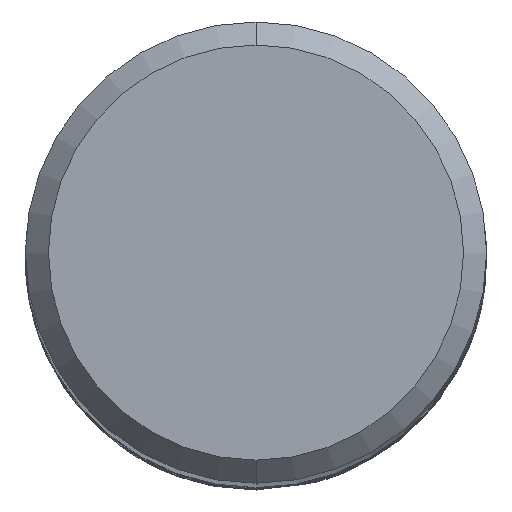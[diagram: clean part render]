
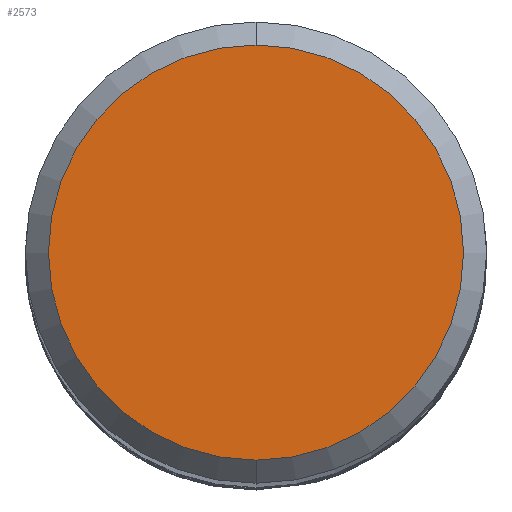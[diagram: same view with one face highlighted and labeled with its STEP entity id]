
A CAD part, top view. The second image highlights one B-rep face of the part: STEP entity #2573.
In plain terms, the highlighted planar face has unit normal (0, 0, 1).
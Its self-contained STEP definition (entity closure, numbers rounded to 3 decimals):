
#1639=VERTEX_POINT('',#3708);
#1913=EDGE_CURVE('',#2929,#1639,#4006,.T.);
#2573=ADVANCED_FACE('',(#4728),#4729,.T.);
#2641=EDGE_CURVE('',#1639,#2929,#4806,.T.);
#2929=VERTEX_POINT('',#5122);
#3708=CARTESIAN_POINT('',(0.,-3.6,0.0));
#4006=CIRCLE('',#14391,3.6);
#4728=FACE_OUTER_BOUND('',#23505,.T.);
#4729=PLANE('',#23506);
#4806=CIRCLE('',#24791,3.6);
#5122=CARTESIAN_POINT('',(0.0,3.6,0.0));
#14391=AXIS2_PLACEMENT_3D('',#30257,#30258,#30259);
#23505=EDGE_LOOP('',(#30899,#30900));
#23506=AXIS2_PLACEMENT_3D('',#30901,#30902,#30903);
#24791=AXIS2_PLACEMENT_3D('',#31010,#31011,#31012);
#30257=CARTESIAN_POINT('',(0.0,0.0,0.0));
#30258=DIRECTION('',(0.0,0.0,-1.0));
#30259=DIRECTION('',(0.0,1.0,0.0));
#30899=ORIENTED_EDGE('',*,*,#1913,.F.);
#30900=ORIENTED_EDGE('',*,*,#2641,.F.);
#30901=CARTESIAN_POINT('',(0.0,1.8,0.0));
#30902=DIRECTION('',(-0.0,0.0,1.0));
#30903=DIRECTION('',(0.0,-1.0,0.0));
#31010=CARTESIAN_POINT('',(0.0,0.0,0.0));
#31011=DIRECTION('',(0.0,0.0,-1.0));
#31012=DIRECTION('',(0.0,1.0,0.0));
